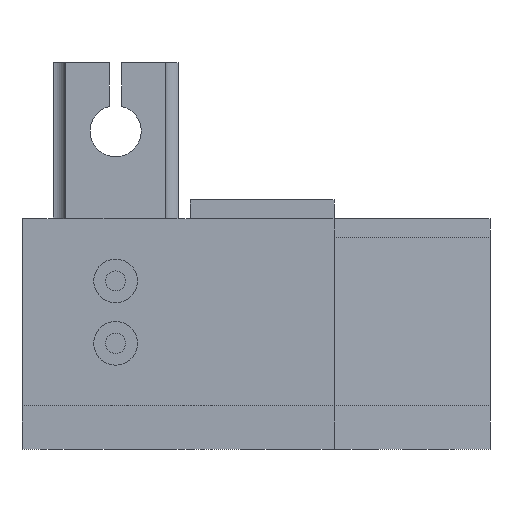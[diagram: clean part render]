
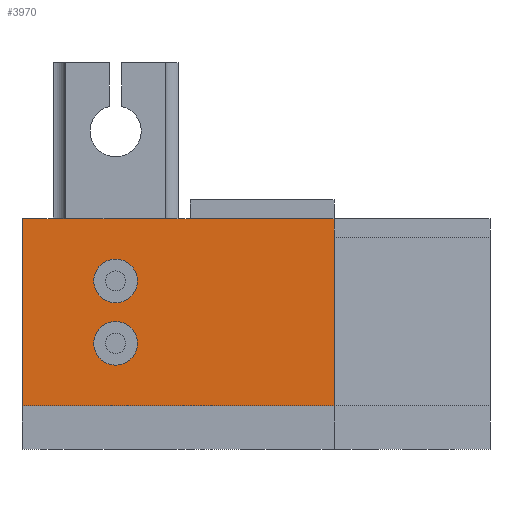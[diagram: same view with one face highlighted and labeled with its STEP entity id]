
A CAD part, front view. The second image highlights one B-rep face of the part: STEP entity #3970.
In plain terms, the highlighted planar face has unit normal (0, -1, 0).
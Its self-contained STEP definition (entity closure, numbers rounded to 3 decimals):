
#1485 = PLANE('',#1486);
#1486 = AXIS2_PLACEMENT_3D('',#1487,#1488,#1489);
#1487 = CARTESIAN_POINT('',(-200.,-200.,7.));
#1488 = DIRECTION('',(-1.,0.,0.));
#1489 = DIRECTION('',(0.,1.,0.));
#1720 = PLANE('',#1721);
#1721 = AXIS2_PLACEMENT_3D('',#1722,#1723,#1724);
#1722 = CARTESIAN_POINT('',(-200.,-200.,0.));
#1723 = DIRECTION('',(0.,1.,0.));
#1724 = DIRECTION('',(1.,0.,0.));
#1988 = VERTEX_POINT('',#1989);
#1989 = CARTESIAN_POINT('',(-150.,-200.,7.));
#2024 = PLANE('',#2025);
#2025 = AXIS2_PLACEMENT_3D('',#2026,#2027,#2028);
#2026 = CARTESIAN_POINT('',(-150.,-200.,7.));
#2027 = DIRECTION('',(-0.707,0.707,0.));
#2028 = DIRECTION('',(0.707,0.707,0.));
#2426 = PLANE('',#2427);
#2427 = AXIS2_PLACEMENT_3D('',#2428,#2429,#2430);
#2428 = CARTESIAN_POINT('',(-185.125,-185.125,37.));
#2429 = DIRECTION('',(0.,0.,1.));
#2430 = DIRECTION('',(1.,0.,0.));
#3052 = VERTEX_POINT('',#3053);
#3053 = CARTESIAN_POINT('',(-200.,-200.,7.));
#3074 = EDGE_CURVE('',#3052,#3075,#3077,.T.);
#3075 = VERTEX_POINT('',#3076);
#3076 = CARTESIAN_POINT('',(-200.,-200.,37.));
#3077 = SURFACE_CURVE('',#3078,(#3082,#3089),.PCURVE_S1.);
#3078 = LINE('',#3079,#3080);
#3079 = CARTESIAN_POINT('',(-200.,-200.,7.));
#3080 = VECTOR('',#3081,1.);
#3081 = DIRECTION('',(0.,0.,1.));
#3082 = PCURVE('',#1485,#3083);
#3083 = DEFINITIONAL_REPRESENTATION('',(#3084),#3088);
#3084 = LINE('',#3085,#3086);
#3085 = CARTESIAN_POINT('',(0.,0.));
#3086 = VECTOR('',#3087,1.);
#3087 = DIRECTION('',(0.,-1.));
#3088 = ( GEOMETRIC_REPRESENTATION_CONTEXT(2) 
PARAMETRIC_REPRESENTATION_CONTEXT() REPRESENTATION_CONTEXT('2D SPACE',''
  ) );
#3089 = PCURVE('',#3090,#3095);
#3090 = PLANE('',#3091);
#3091 = AXIS2_PLACEMENT_3D('',#3092,#3093,#3094);
#3092 = CARTESIAN_POINT('',(-150.,-200.,7.));
#3093 = DIRECTION('',(0.,-1.,0.));
#3094 = DIRECTION('',(-1.,0.,0.));
#3095 = DEFINITIONAL_REPRESENTATION('',(#3096),#3100);
#3096 = LINE('',#3097,#3098);
#3097 = CARTESIAN_POINT('',(50.,0.));
#3098 = VECTOR('',#3099,1.);
#3099 = DIRECTION('',(0.,-1.));
#3100 = ( GEOMETRIC_REPRESENTATION_CONTEXT(2) 
PARAMETRIC_REPRESENTATION_CONTEXT() REPRESENTATION_CONTEXT('2D SPACE',''
  ) );
#3217 = EDGE_CURVE('',#3052,#1988,#3218,.T.);
#3218 = SURFACE_CURVE('',#3219,(#3223,#3230),.PCURVE_S1.);
#3219 = LINE('',#3220,#3221);
#3220 = CARTESIAN_POINT('',(-200.,-200.,7.));
#3221 = VECTOR('',#3222,1.);
#3222 = DIRECTION('',(1.,0.,0.));
#3223 = PCURVE('',#1720,#3224);
#3224 = DEFINITIONAL_REPRESENTATION('',(#3225),#3229);
#3225 = LINE('',#3226,#3227);
#3226 = CARTESIAN_POINT('',(0.,-7.));
#3227 = VECTOR('',#3228,1.);
#3228 = DIRECTION('',(1.,0.));
#3229 = ( GEOMETRIC_REPRESENTATION_CONTEXT(2) 
PARAMETRIC_REPRESENTATION_CONTEXT() REPRESENTATION_CONTEXT('2D SPACE',''
  ) );
#3230 = PCURVE('',#3090,#3231);
#3231 = DEFINITIONAL_REPRESENTATION('',(#3232),#3236);
#3232 = LINE('',#3233,#3234);
#3233 = CARTESIAN_POINT('',(50.,0.));
#3234 = VECTOR('',#3235,1.);
#3235 = DIRECTION('',(-1.,-0.));
#3236 = ( GEOMETRIC_REPRESENTATION_CONTEXT(2) 
PARAMETRIC_REPRESENTATION_CONTEXT() REPRESENTATION_CONTEXT('2D SPACE',''
  ) );
#3560 = EDGE_CURVE('',#1988,#3561,#3563,.T.);
#3561 = VERTEX_POINT('',#3562);
#3562 = CARTESIAN_POINT('',(-150.,-200.,34.));
#3563 = SURFACE_CURVE('',#3564,(#3568,#3575),.PCURVE_S1.);
#3564 = LINE('',#3565,#3566);
#3565 = CARTESIAN_POINT('',(-150.,-200.,7.));
#3566 = VECTOR('',#3567,1.);
#3567 = DIRECTION('',(0.,0.,1.));
#3568 = PCURVE('',#2024,#3569);
#3569 = DEFINITIONAL_REPRESENTATION('',(#3570),#3574);
#3570 = LINE('',#3571,#3572);
#3571 = CARTESIAN_POINT('',(0.,0.));
#3572 = VECTOR('',#3573,1.);
#3573 = DIRECTION('',(0.,-1.));
#3574 = ( GEOMETRIC_REPRESENTATION_CONTEXT(2) 
PARAMETRIC_REPRESENTATION_CONTEXT() REPRESENTATION_CONTEXT('2D SPACE',''
  ) );
#3575 = PCURVE('',#3090,#3576);
#3576 = DEFINITIONAL_REPRESENTATION('',(#3577),#3581);
#3577 = LINE('',#3578,#3579);
#3578 = CARTESIAN_POINT('',(0.,-0.));
#3579 = VECTOR('',#3580,1.);
#3580 = DIRECTION('',(0.,-1.));
#3581 = ( GEOMETRIC_REPRESENTATION_CONTEXT(2) 
PARAMETRIC_REPRESENTATION_CONTEXT() REPRESENTATION_CONTEXT('2D SPACE',''
  ) );
#3597 = PLANE('',#3598);
#3598 = AXIS2_PLACEMENT_3D('',#3599,#3600,#3601);
#3599 = CARTESIAN_POINT('',(-150.,-200.,34.));
#3600 = DIRECTION('',(-0.707,0.707,0.));
#3601 = DIRECTION('',(0.707,0.707,0.));
#3667 = VERTEX_POINT('',#3668);
#3668 = CARTESIAN_POINT('',(-150.,-200.,37.));
#3945 = EDGE_CURVE('',#3667,#3075,#3946,.T.);
#3946 = SURFACE_CURVE('',#3947,(#3951,#3958),.PCURVE_S1.);
#3947 = LINE('',#3948,#3949);
#3948 = CARTESIAN_POINT('',(-150.,-200.,37.));
#3949 = VECTOR('',#3950,1.);
#3950 = DIRECTION('',(-1.,0.,0.));
#3951 = PCURVE('',#2426,#3952);
#3952 = DEFINITIONAL_REPRESENTATION('',(#3953),#3957);
#3953 = LINE('',#3954,#3955);
#3954 = CARTESIAN_POINT('',(35.125,-14.875));
#3955 = VECTOR('',#3956,1.);
#3956 = DIRECTION('',(-1.,0.));
#3957 = ( GEOMETRIC_REPRESENTATION_CONTEXT(2) 
PARAMETRIC_REPRESENTATION_CONTEXT() REPRESENTATION_CONTEXT('2D SPACE',''
  ) );
#3958 = PCURVE('',#3090,#3959);
#3959 = DEFINITIONAL_REPRESENTATION('',(#3960),#3964);
#3960 = LINE('',#3961,#3962);
#3961 = CARTESIAN_POINT('',(0.,-30.));
#3962 = VECTOR('',#3963,1.);
#3963 = DIRECTION('',(1.,0.));
#3964 = ( GEOMETRIC_REPRESENTATION_CONTEXT(2) 
PARAMETRIC_REPRESENTATION_CONTEXT() REPRESENTATION_CONTEXT('2D SPACE',''
  ) );
#3970 = ADVANCED_FACE('',(#3971,#3998,#4029),#3090,.T.);
#3971 = FACE_BOUND('',#3972,.T.);
#3972 = EDGE_LOOP('',(#3973,#3974,#3995,#3996,#3997));
#3973 = ORIENTED_EDGE('',*,*,#3560,.T.);
#3974 = ORIENTED_EDGE('',*,*,#3975,.T.);
#3975 = EDGE_CURVE('',#3561,#3667,#3976,.T.);
#3976 = SURFACE_CURVE('',#3977,(#3981,#3988),.PCURVE_S1.);
#3977 = LINE('',#3978,#3979);
#3978 = CARTESIAN_POINT('',(-150.,-200.,7.));
#3979 = VECTOR('',#3980,1.);
#3980 = DIRECTION('',(0.,0.,1.));
#3981 = PCURVE('',#3090,#3982);
#3982 = DEFINITIONAL_REPRESENTATION('',(#3983),#3987);
#3983 = LINE('',#3984,#3985);
#3984 = CARTESIAN_POINT('',(0.,-0.));
#3985 = VECTOR('',#3986,1.);
#3986 = DIRECTION('',(0.,-1.));
#3987 = ( GEOMETRIC_REPRESENTATION_CONTEXT(2) 
PARAMETRIC_REPRESENTATION_CONTEXT() REPRESENTATION_CONTEXT('2D SPACE',''
  ) );
#3988 = PCURVE('',#3597,#3989);
#3989 = DEFINITIONAL_REPRESENTATION('',(#3990),#3994);
#3990 = LINE('',#3991,#3992);
#3991 = CARTESIAN_POINT('',(0.,27.));
#3992 = VECTOR('',#3993,1.);
#3993 = DIRECTION('',(0.,-1.));
#3994 = ( GEOMETRIC_REPRESENTATION_CONTEXT(2) 
PARAMETRIC_REPRESENTATION_CONTEXT() REPRESENTATION_CONTEXT('2D SPACE',''
  ) );
#3995 = ORIENTED_EDGE('',*,*,#3945,.T.);
#3996 = ORIENTED_EDGE('',*,*,#3074,.F.);
#3997 = ORIENTED_EDGE('',*,*,#3217,.T.);
#3998 = FACE_BOUND('',#3999,.T.);
#3999 = EDGE_LOOP('',(#4000));
#4000 = ORIENTED_EDGE('',*,*,#4001,.F.);
#4001 = EDGE_CURVE('',#4002,#4002,#4004,.T.);
#4002 = VERTEX_POINT('',#4003);
#4003 = CARTESIAN_POINT('',(-181.5,-200.,27.));
#4004 = SURFACE_CURVE('',#4005,(#4010,#4017),.PCURVE_S1.);
#4005 = CIRCLE('',#4006,3.5);
#4006 = AXIS2_PLACEMENT_3D('',#4007,#4008,#4009);
#4007 = CARTESIAN_POINT('',(-185.,-200.,27.));
#4008 = DIRECTION('',(0.,-1.,0.));
#4009 = DIRECTION('',(1.,0.,0.));
#4010 = PCURVE('',#3090,#4011);
#4011 = DEFINITIONAL_REPRESENTATION('',(#4012),#4016);
#4012 = CIRCLE('',#4013,3.5);
#4013 = AXIS2_PLACEMENT_2D('',#4014,#4015);
#4014 = CARTESIAN_POINT('',(35.,-20.));
#4015 = DIRECTION('',(-1.,-0.));
#4016 = ( GEOMETRIC_REPRESENTATION_CONTEXT(2) 
PARAMETRIC_REPRESENTATION_CONTEXT() REPRESENTATION_CONTEXT('2D SPACE',''
  ) );
#4017 = PCURVE('',#4018,#4023);
#4018 = CYLINDRICAL_SURFACE('',#4019,3.5);
#4019 = AXIS2_PLACEMENT_3D('',#4020,#4021,#4022);
#4020 = CARTESIAN_POINT('',(-185.,-200.,27.));
#4021 = DIRECTION('',(0.,-1.,0.));
#4022 = DIRECTION('',(1.,0.,0.));
#4023 = DEFINITIONAL_REPRESENTATION('',(#4024),#4028);
#4024 = LINE('',#4025,#4026);
#4025 = CARTESIAN_POINT('',(0.,0.));
#4026 = VECTOR('',#4027,1.);
#4027 = DIRECTION('',(1.,0.));
#4028 = ( GEOMETRIC_REPRESENTATION_CONTEXT(2) 
PARAMETRIC_REPRESENTATION_CONTEXT() REPRESENTATION_CONTEXT('2D SPACE',''
  ) );
#4029 = FACE_BOUND('',#4030,.T.);
#4030 = EDGE_LOOP('',(#4031));
#4031 = ORIENTED_EDGE('',*,*,#4032,.F.);
#4032 = EDGE_CURVE('',#4033,#4033,#4035,.T.);
#4033 = VERTEX_POINT('',#4034);
#4034 = CARTESIAN_POINT('',(-181.5,-200.,17.));
#4035 = SURFACE_CURVE('',#4036,(#4041,#4048),.PCURVE_S1.);
#4036 = CIRCLE('',#4037,3.5);
#4037 = AXIS2_PLACEMENT_3D('',#4038,#4039,#4040);
#4038 = CARTESIAN_POINT('',(-185.,-200.,17.));
#4039 = DIRECTION('',(0.,-1.,0.));
#4040 = DIRECTION('',(1.,0.,0.));
#4041 = PCURVE('',#3090,#4042);
#4042 = DEFINITIONAL_REPRESENTATION('',(#4043),#4047);
#4043 = CIRCLE('',#4044,3.5);
#4044 = AXIS2_PLACEMENT_2D('',#4045,#4046);
#4045 = CARTESIAN_POINT('',(35.,-10.));
#4046 = DIRECTION('',(-1.,-0.));
#4047 = ( GEOMETRIC_REPRESENTATION_CONTEXT(2) 
PARAMETRIC_REPRESENTATION_CONTEXT() REPRESENTATION_CONTEXT('2D SPACE',''
  ) );
#4048 = PCURVE('',#4049,#4054);
#4049 = CYLINDRICAL_SURFACE('',#4050,3.5);
#4050 = AXIS2_PLACEMENT_3D('',#4051,#4052,#4053);
#4051 = CARTESIAN_POINT('',(-185.,-200.,17.));
#4052 = DIRECTION('',(0.,-1.,0.));
#4053 = DIRECTION('',(1.,0.,0.));
#4054 = DEFINITIONAL_REPRESENTATION('',(#4055),#4059);
#4055 = LINE('',#4056,#4057);
#4056 = CARTESIAN_POINT('',(0.,0.));
#4057 = VECTOR('',#4058,1.);
#4058 = DIRECTION('',(1.,0.));
#4059 = ( GEOMETRIC_REPRESENTATION_CONTEXT(2) 
PARAMETRIC_REPRESENTATION_CONTEXT() REPRESENTATION_CONTEXT('2D SPACE',''
  ) );
